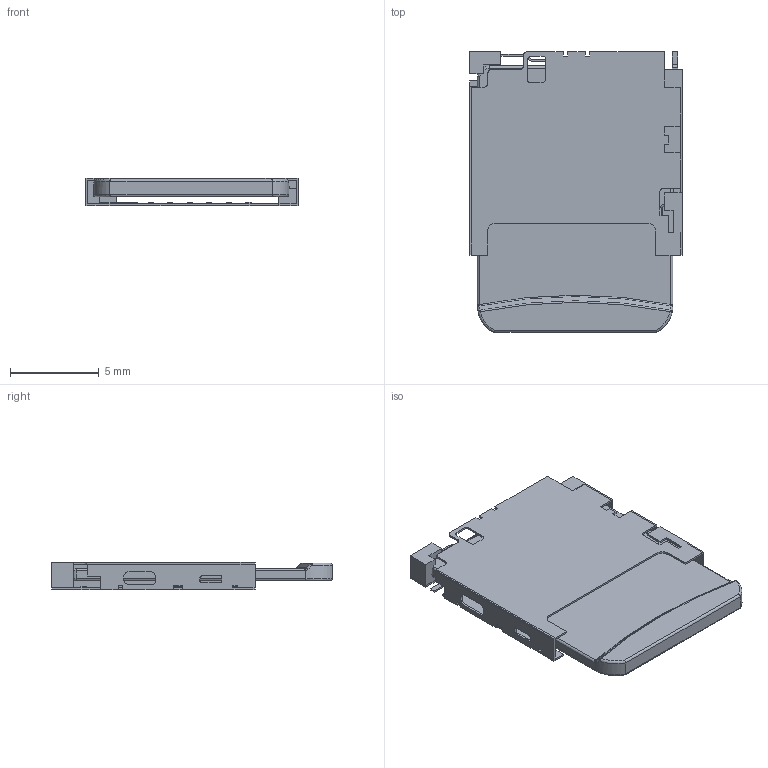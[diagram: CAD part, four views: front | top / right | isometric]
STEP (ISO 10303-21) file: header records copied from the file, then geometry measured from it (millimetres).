
FILE_DESCRIPTION(/* description */ (''),/* implementation_level */ '2;1');
FILE_NAME(/* name */ 'DM3D-SF.step',/* time_stamp */ '2024-05-13T16:19:23-04:00',/* author */ (''),/* organization */ (''),/* preprocessor_version */ 'ST-DEVELOPER v20',/* originating_system */ 'Autodesk Translation Framework v12.20.1.177',/* authorisation */ '');
FILE_SCHEMA (('AUTOMOTIVE_DESIGN { 1 0 10303 214 3 1 1 }'));
Length unit declared in the file: millimetre
Products named in the file (2): DM3D-SF; Micro SD Card
Assembly tree (1 placements, depth 2):
  DM3D-SF
    Micro SD Card
Bounding box: 11.95 x 15.8 x 1.55 mm (x, y, z)
Volume: 151 mm3; surface area: 875.6 mm2
Topology: 2 solids, 2 shells, 362 faces, 962 edges, 591 vertices
Faces by surface type: plane 300, cylinder 43, torus 10, bspline 6, sphere 2, cone 1
Entity records: 11660 total; most frequent: CARTESIAN_POINT 2288, ORIENTED_EDGE 1924, DIRECTION 1767, EDGE_CURVE 962, LINE 853, VECTOR 853, VERTEX_POINT 591, AXIS2_PLACEMENT_3D 457
